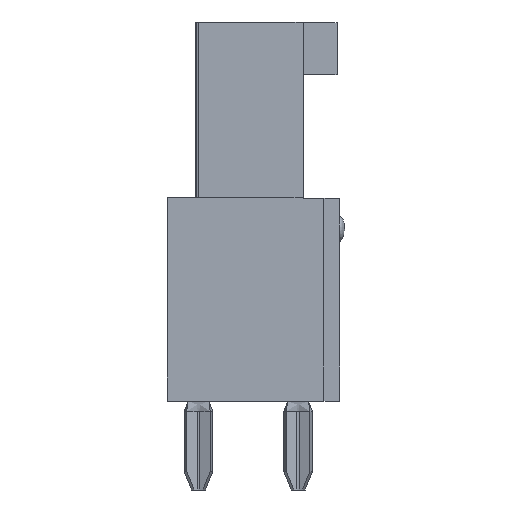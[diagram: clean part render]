
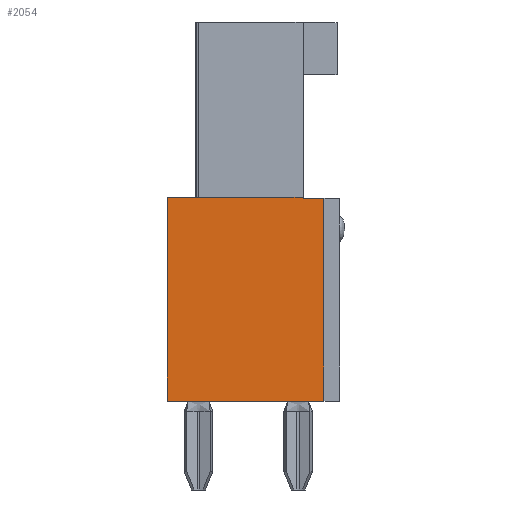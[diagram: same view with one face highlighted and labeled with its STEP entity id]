
A CAD part, left-side view. The second image highlights one B-rep face of the part: STEP entity #2054.
In plain terms, the highlighted planar face has unit normal (-1, 0, 0).
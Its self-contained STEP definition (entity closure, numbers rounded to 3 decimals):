
#2054 = ADVANCED_FACE( '', ( #4149 ), #4150, .F. );
#4149 = FACE_OUTER_BOUND( '', #6426, .T. );
#4150 = PLANE( '', #6427 );
#6426 = EDGE_LOOP( '', ( #12521, #12522, #12523, #12524, #12525, #12526 ) );
#6427 = AXIS2_PLACEMENT_3D( '', #12527, #12528, #12529 );
#12521 = ORIENTED_EDGE( '', *, *, #14237, .F. );
#12522 = ORIENTED_EDGE( '', *, *, #14515, .F. );
#12523 = ORIENTED_EDGE( '', *, *, #15291, .F. );
#12524 = ORIENTED_EDGE( '', *, *, #14763, .F. );
#12525 = ORIENTED_EDGE( '', *, *, #13420, .F. );
#12526 = ORIENTED_EDGE( '', *, *, #13004, .F. );
#12527 = CARTESIAN_POINT( '', ( -18.53, 0., 0. ) );
#12528 = DIRECTION( '', ( 1., 0., 0. ) );
#12529 = DIRECTION( '', ( 0., 0., -1. ) );
#13004 = EDGE_CURVE( '', #15643, #15645, #15646, .T. );
#13420 = EDGE_CURVE( '', #15645, #16381, #16382, .T. );
#14237 = EDGE_CURVE( '', #17669, #15643, #17671, .T. );
#14515 = EDGE_CURVE( '', #18046, #17669, #18048, .T. );
#14763 = EDGE_CURVE( '', #16381, #18382, #18387, .T. );
#15291 = EDGE_CURVE( '', #18382, #18046, #18987, .T. );
#15643 = VERTEX_POINT( '', #19480 );
#15645 = VERTEX_POINT( '', #19483 );
#15646 = LINE( '', #19484, #19485 );
#16381 = VERTEX_POINT( '', #20580 );
#16382 = LINE( '', #20581, #20582 );
#17669 = VERTEX_POINT( '', #22537 );
#17671 = LINE( '', #22540, #22541 );
#18046 = VERTEX_POINT( '', #23147 );
#18048 = LINE( '', #23150, #23151 );
#18382 = VERTEX_POINT( '', #23652 );
#18387 = LINE( '', #23660, #23661 );
#18987 = LINE( '', #24605, #24606 );
#19480 = CARTESIAN_POINT( '', ( -18.53, 3.3, -3.9 ) );
#19483 = CARTESIAN_POINT( '', ( -18.53, 3.3, 3.9 ) );
#19484 = CARTESIAN_POINT( '', ( -18.53, 3.3, -3.9 ) );
#19485 = VECTOR( '', #24820, 1000. );
#20580 = CARTESIAN_POINT( '', ( -18.53, -1.9, 3.9 ) );
#20581 = CARTESIAN_POINT( '', ( -18.53, 3.3, 3.9 ) );
#20582 = VECTOR( '', #25226, 1000. );
#22537 = CARTESIAN_POINT( '', ( -18.53, -2.7, -3.9 ) );
#22540 = CARTESIAN_POINT( '', ( -18.53, -2.7, -3.9 ) );
#22541 = VECTOR( '', #26030, 1000. );
#23147 = CARTESIAN_POINT( '', ( -18.53, -2.7, 3.85 ) );
#23150 = CARTESIAN_POINT( '', ( -18.53, -2.7, 3.85 ) );
#23151 = VECTOR( '', #26254, 1000. );
#23652 = CARTESIAN_POINT( '', ( -18.53, -1.9, 3.85 ) );
#23660 = CARTESIAN_POINT( '', ( -18.53, -1.9, 3.9 ) );
#23661 = VECTOR( '', #26446, 1000. );
#24605 = CARTESIAN_POINT( '', ( -18.53, -1.9, 3.85 ) );
#24606 = VECTOR( '', #26782, 1000. );
#24820 = DIRECTION( '', ( 0., 0., 1. ) );
#25226 = DIRECTION( '', ( 0., -1., 0. ) );
#26030 = DIRECTION( '', ( 0., 1., 0. ) );
#26254 = DIRECTION( '', ( 0., 0., -1. ) );
#26446 = DIRECTION( '', ( 0., 0., -1. ) );
#26782 = DIRECTION( '', ( 0., -1., 0. ) );
